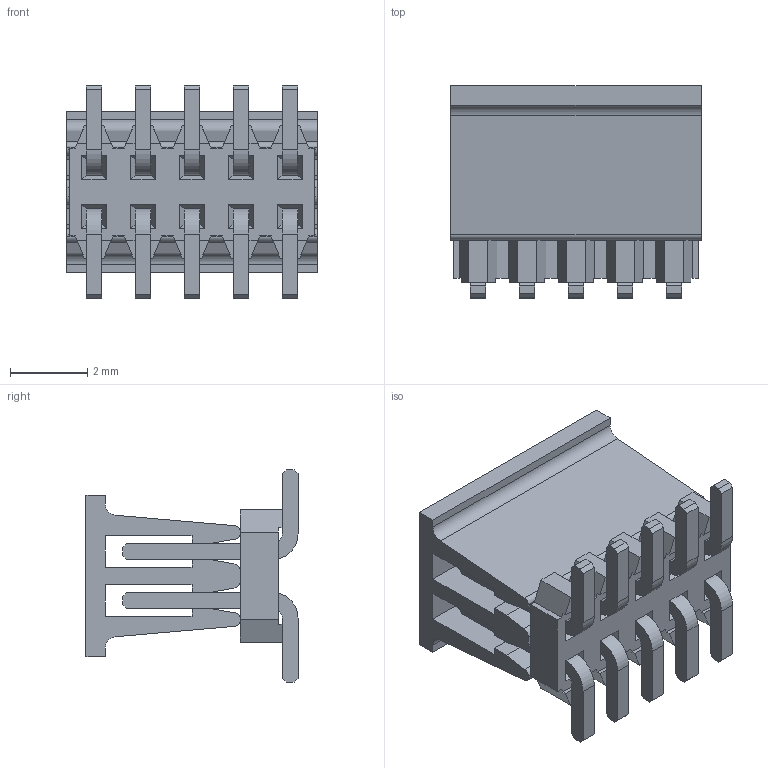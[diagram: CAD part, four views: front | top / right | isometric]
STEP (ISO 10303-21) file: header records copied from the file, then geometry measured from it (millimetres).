
FILE_DESCRIPTION( ( 'STEP AP214' ), '1' );
FILE_NAME( '20021121-00010C4LF.stp', '2020-04-23T03:32:05', ( 'License CC BY-ND 4.0' ), ( 'CADENAS' ), ' ', 'PARTsolutions', ' ' );
FILE_SCHEMA( ( 'AUTOMOTIVE_DESIGN { 1 0 10303 214 1 1 1 1 }' ) );
Length unit declared in the file: millimetre
Products named in the file (3): 20021121-00010C4LF; _20021121-00010C4LF-header; _20021121-00010C4LF-pins
Assembly tree (2 placements, depth 2):
  20021121-00010C4LF
    _20021121-00010C4LF-header
    _20021121-00010C4LF-pins
Bounding box: 6.5 x 5.5 x 5.5 mm (x, y, z)
Volume: 75.5 mm3; surface area: 404.3 mm2
Topology: 2 solids, 2 shells, 364 faces, 1024 edges, 660 vertices
Faces by surface type: plane 336, cylinder 28
Entity records: 14474 total; most frequent: CARTESIAN_POINT 2051, ORIENTED_EDGE 2048, DIRECTION 1814, EDGE_CURVE 1024, LINE 968, VECTOR 968, VERTEX_POINT 660, AXIS2_PLACEMENT_3D 423
